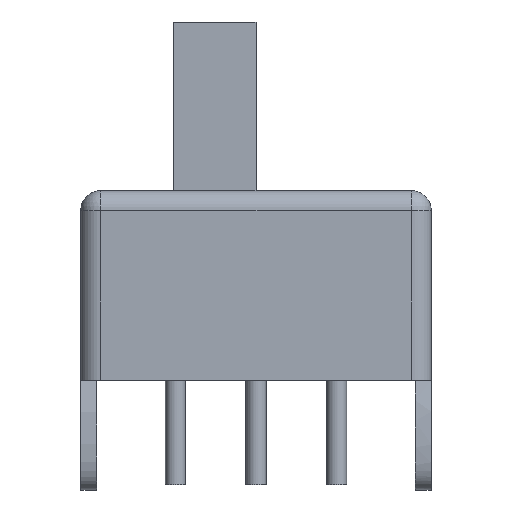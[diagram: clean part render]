
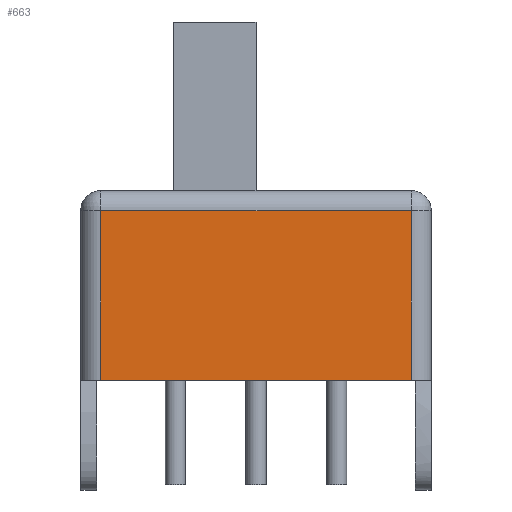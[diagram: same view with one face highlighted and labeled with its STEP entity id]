
A CAD part, top view. The second image highlights one B-rep face of the part: STEP entity #663.
In plain terms, the highlighted planar face has unit normal (0, 0, 1).
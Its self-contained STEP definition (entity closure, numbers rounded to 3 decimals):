
#6 = VECTOR ( 'NONE', #666, 1000. ) ;
#48 = CARTESIAN_POINT ( 'NONE',  ( -3.85, 0., 2.195 ) ) ;
#51 = VECTOR ( 'NONE', #242, 1000. ) ;
#54 = ORIENTED_EDGE ( 'NONE', *, *, #272, .T. ) ;
#72 = VECTOR ( 'NONE', #768, 1000. ) ;
#78 = CARTESIAN_POINT ( 'NONE',  ( 3.85, 0., 2.195 ) ) ;
#82 = EDGE_CURVE ( 'NONE', #859, #256, #280, .T. ) ;
#242 = DIRECTION ( 'NONE',  ( 0., 1., 0. ) ) ;
#256 = VERTEX_POINT ( 'NONE', #48 ) ;
#268 = EDGE_CURVE ( 'NONE', #1113, #256, #322, .T. ) ;
#272 = EDGE_CURVE ( 'NONE', #859, #1068, #821, .T. ) ;
#280 = LINE ( 'NONE', #303, #6 ) ;
#285 = ORIENTED_EDGE ( 'NONE', *, *, #268, .T. ) ;
#302 = DIRECTION ( 'NONE',  ( -1., 0., 0. ) ) ;
#303 = CARTESIAN_POINT ( 'NONE',  ( 4.35, 0., 2.195 ) ) ;
#322 = LINE ( 'NONE', #684, #72 ) ;
#498 = AXIS2_PLACEMENT_3D ( 'NONE', #802, #692, #1153 ) ;
#534 = EDGE_CURVE ( 'NONE', #1068, #1113, #1119, .T. ) ;
#576 = FACE_OUTER_BOUND ( 'NONE', #1095, .T. ) ;
#597 = CARTESIAN_POINT ( 'NONE',  ( 3.85, 0., 2.195 ) ) ;
#663 = ADVANCED_FACE ( 'NONE', ( #576 ), #980, .F. ) ;
#664 = CARTESIAN_POINT ( 'NONE',  ( 4.35, 4.208, 2.195 ) ) ;
#666 = DIRECTION ( 'NONE',  ( -1., 0., 0. ) ) ;
#680 = ORIENTED_EDGE ( 'NONE', *, *, #534, .T. ) ;
#684 = CARTESIAN_POINT ( 'NONE',  ( -3.85, 0., 2.195 ) ) ;
#692 = DIRECTION ( 'NONE',  ( 0., 0., -1. ) ) ;
#768 = DIRECTION ( 'NONE',  ( 0., -1., 0. ) ) ;
#802 = CARTESIAN_POINT ( 'NONE',  ( 4.35, 0., 2.195 ) ) ;
#821 = LINE ( 'NONE', #597, #51 ) ;
#827 = CARTESIAN_POINT ( 'NONE',  ( 3.85, 4.208, 2.195 ) ) ;
#834 = VECTOR ( 'NONE', #302, 1000. ) ;
#843 = ORIENTED_EDGE ( 'NONE', *, *, #82, .F. ) ;
#859 = VERTEX_POINT ( 'NONE', #78 ) ;
#980 = PLANE ( 'NONE',  #498 ) ;
#999 = CARTESIAN_POINT ( 'NONE',  ( -3.85, 4.208, 2.195 ) ) ;
#1068 = VERTEX_POINT ( 'NONE', #827 ) ;
#1095 = EDGE_LOOP ( 'NONE', ( #680, #285, #843, #54 ) ) ;
#1113 = VERTEX_POINT ( 'NONE', #999 ) ;
#1119 = LINE ( 'NONE', #664, #834 ) ;
#1153 = DIRECTION ( 'NONE',  ( -1., 0., 0. ) ) ;
